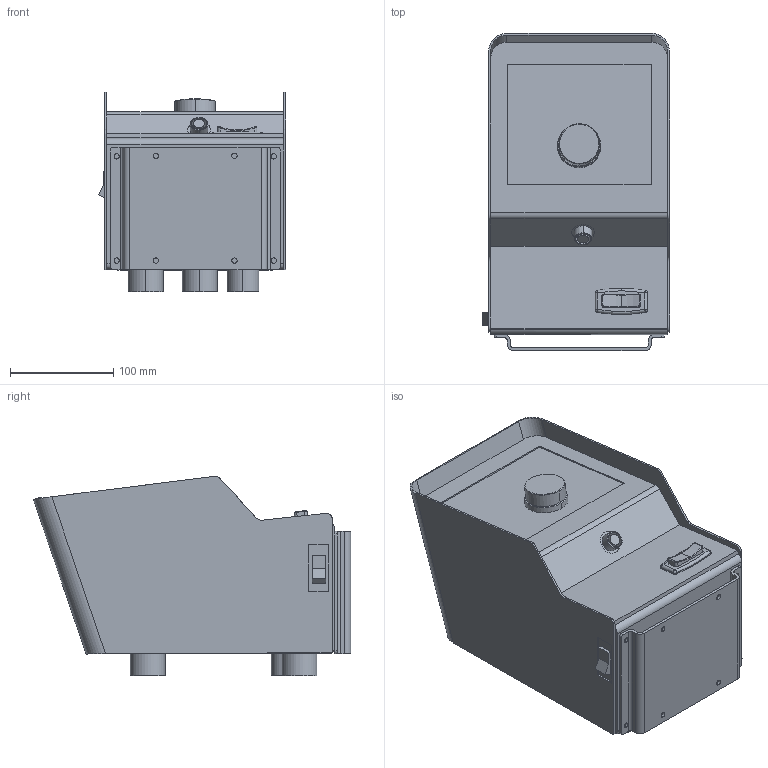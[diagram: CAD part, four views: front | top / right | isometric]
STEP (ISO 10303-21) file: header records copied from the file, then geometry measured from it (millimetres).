
FILE_DESCRIPTION (( 'STEP AP203' ), '1' );
FILE_NAME ('195238.STEP', '2006-10-25T17:54:25', ( ' ' ), ( '' ), 'SwSTEP 2.0', 'SolidWorks 2006052', '' );
FILE_SCHEMA (( 'CONFIG_CONTROL_DESIGN' ));
Length unit declared in the file: inch
Products named in the file (1): 195238
Bounding box: 181.48 x 307.85 x 193.7 mm (x, y, z)
Volume: 776197.8 mm3; surface area: 510389.9 mm2
Topology: 3 solids, 3 shells, 352 faces, 906 edges, 580 vertices
Faces by surface type: cylinder 197, plane 111, bspline 34, cone 10
Entity records: 13773 total; most frequent: CARTESIAN_POINT 4901, DIRECTION 1876, ORIENTED_EDGE 1800, EDGE_CURVE 900, AXIS2_PLACEMENT_3D 731, VERTEX_POINT 580, EDGE_LOOP 474, VECTOR 414
